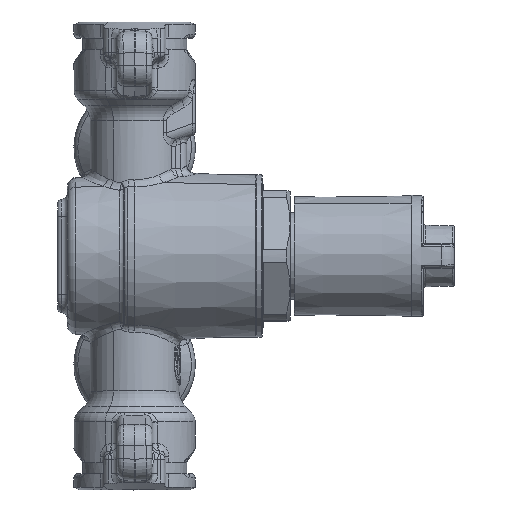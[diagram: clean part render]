
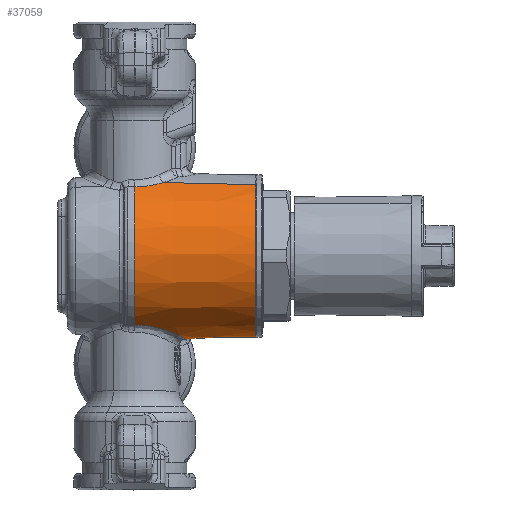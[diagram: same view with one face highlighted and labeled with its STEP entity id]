
A CAD part, top view. The second image highlights one B-rep face of the part: STEP entity #37059.
In plain terms, the highlighted conical face has half-angle 1.5 degrees and reference radius 18.711 mm.
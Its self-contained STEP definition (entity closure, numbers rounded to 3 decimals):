
#25666=CARTESIAN_POINT('Vertex',(22.284,-1.496,56.609)) ;
#30009=CARTESIAN_POINT('Control Point',(28.936,-0.556,54.757)) ;
#30010=CARTESIAN_POINT('Control Point',(28.724,-0.619,54.884)) ;
#30011=CARTESIAN_POINT('Control Point',(28.508,-0.682,55.007)) ;
#30012=CARTESIAN_POINT('Control Point',(28.288,-0.742,55.124)) ;
#30013=CARTESIAN_POINT('Control Point',(27.067,-1.063,55.74)) ;
#30014=CARTESIAN_POINT('Control Point',(25.747,-1.322,56.2)) ;
#30015=CARTESIAN_POINT('Control Point',(24.613,-1.468,56.462)) ;
#30016=CARTESIAN_POINT('Control Point',(23.448,-1.526,56.598)) ;
#30017=CARTESIAN_POINT('Control Point',(22.284,-1.496,56.609)) ;
#30018=CARTESIAN_POINT('Vertex',(28.936,-0.556,54.757)) ;
#30041=CARTESIAN_POINT('Axis2P3D Location',(22.284,-17.5,45.5)) ;
#30045=CARTESIAN_POINT('Vertex',(22.284,-33.504,56.609)) ;
#32465=CARTESIAN_POINT('Control Point',(33.278,-35.974,40.293)) ;
#32466=CARTESIAN_POINT('Control Point',(33.24,-35.97,40.277)) ;
#32467=CARTESIAN_POINT('Control Point',(33.2,-35.968,40.264)) ;
#32468=CARTESIAN_POINT('Control Point',(33.159,-35.967,40.257)) ;
#32469=CARTESIAN_POINT('Control Point',(33.066,-35.97,40.257)) ;
#32470=CARTESIAN_POINT('Control Point',(32.98,-35.983,40.295)) ;
#32471=CARTESIAN_POINT('Control Point',(32.938,-35.993,40.329)) ;
#32472=CARTESIAN_POINT('Control Point',(32.868,-36.02,40.419)) ;
#32473=CARTESIAN_POINT('Control Point',(32.833,-36.054,40.541)) ;
#32474=CARTESIAN_POINT('Control Point',(32.824,-36.072,40.606)) ;
#32475=CARTESIAN_POINT('Control Point',(32.824,-36.098,40.707)) ;
#32476=CARTESIAN_POINT('Control Point',(32.839,-36.123,40.807)) ;
#32477=CARTESIAN_POINT('Control Point',(32.845,-36.131,40.84)) ;
#32478=CARTESIAN_POINT('Control Point',(32.861,-36.148,40.907)) ;
#32479=CARTESIAN_POINT('Control Point',(32.883,-36.163,40.973)) ;
#32480=CARTESIAN_POINT('Control Point',(32.896,-36.171,41.006)) ;
#32481=CARTESIAN_POINT('Control Point',(32.911,-36.178,41.039)) ;
#32482=CARTESIAN_POINT('Control Point',(32.926,-36.185,41.07)) ;
#32483=CARTESIAN_POINT('Vertex',(33.278,-35.974,40.293)) ;
#32485=CARTESIAN_POINT('Vertex',(32.926,-36.185,41.07)) ;
#34977=CARTESIAN_POINT('Vertex',(50.227,-1.045,54.489)) ;
#34979=CARTESIAN_POINT('Vertex',(50.227,-33.955,36.511)) ;
#34982=CARTESIAN_POINT('Axis2P3D Location',(50.227,-17.5,45.5)) ;
#36991=CARTESIAN_POINT('Axis2P3D Location',(51.727,-17.5,45.5)) ;
#36996=CARTESIAN_POINT('Line Origine',(36.977,-0.741,54.656)) ;
#37002=CARTESIAN_POINT('Control Point',(32.926,-36.185,41.07)) ;
#37003=CARTESIAN_POINT('Control Point',(33.308,-36.36,41.853)) ;
#37004=CARTESIAN_POINT('Control Point',(33.625,-36.507,42.69)) ;
#37005=CARTESIAN_POINT('Control Point',(33.859,-36.614,43.571)) ;
#37006=CARTESIAN_POINT('Control Point',(34.098,-36.712,45.18)) ;
#37007=CARTESIAN_POINT('Control Point',(34.024,-36.65,46.793)) ;
#37008=CARTESIAN_POINT('Control Point',(33.931,-36.592,47.485)) ;
#37009=CARTESIAN_POINT('Control Point',(33.596,-36.4,49.001)) ;
#37010=CARTESIAN_POINT('Control Point',(33.001,-36.093,50.389)) ;
#37011=CARTESIAN_POINT('Control Point',(32.6,-35.895,51.112)) ;
#37012=CARTESIAN_POINT('Control Point',(31.698,-35.476,52.42)) ;
#37013=CARTESIAN_POINT('Control Point',(30.564,-35.018,53.546)) ;
#37014=CARTESIAN_POINT('Control Point',(29.969,-34.796,54.044)) ;
#37015=CARTESIAN_POINT('Control Point',(28.821,-34.409,54.848)) ;
#37016=CARTESIAN_POINT('Control Point',(27.543,-34.071,55.487)) ;
#37017=CARTESIAN_POINT('Control Point',(26.955,-33.935,55.735)) ;
#37018=CARTESIAN_POINT('Control Point',(25.697,-33.693,56.174)) ;
#37019=CARTESIAN_POINT('Control Point',(24.375,-33.546,56.452)) ;
#37020=CARTESIAN_POINT('Control Point',(23.679,-33.5,56.55)) ;
#37021=CARTESIAN_POINT('Control Point',(22.981,-33.486,56.602)) ;
#37022=CARTESIAN_POINT('Control Point',(22.284,-33.504,56.609)) ;
#37025=CARTESIAN_POINT('Control Point',(35.699,-35.312,38.522)) ;
#37026=CARTESIAN_POINT('Control Point',(35.278,-35.488,38.941)) ;
#37027=CARTESIAN_POINT('Control Point',(34.843,-35.657,39.379)) ;
#37028=CARTESIAN_POINT('Control Point',(34.335,-35.783,39.738)) ;
#37029=CARTESIAN_POINT('Control Point',(33.801,-35.885,40.029)) ;
#37030=CARTESIAN_POINT('Control Point',(33.278,-35.974,40.293)) ;
#37031=CARTESIAN_POINT('Vertex',(35.699,-35.312,38.522)) ;
#37035=CARTESIAN_POINT('Control Point',(36.664,-34.266,36.34)) ;
#37036=CARTESIAN_POINT('Control Point',(36.659,-34.583,36.92)) ;
#37037=CARTESIAN_POINT('Control Point',(36.499,-34.878,37.516)) ;
#37038=CARTESIAN_POINT('Control Point',(36.159,-35.121,38.066)) ;
#37039=CARTESIAN_POINT('Control Point',(35.699,-35.312,38.522)) ;
#37040=CARTESIAN_POINT('Vertex',(36.664,-34.266,36.34)) ;
#37043=CARTESIAN_POINT('Line Origine',(36.977,-34.259,36.344)) ;
#36998=VECTOR('Line Direction',#36997,1.) ;
#37045=VECTOR('Line Direction',#37044,1.) ;
#30042=DIRECTION('Axis2P3D Direction',(-1.,0.,0.)) ;
#34983=DIRECTION('Axis2P3D Direction',(-1.,0.,0.)) ;
#36992=DIRECTION('Axis2P3D Direction',(-1.,0.,0.)) ;
#36993=DIRECTION('Axis2P3D XDirection',(0.,-0.878,-0.479)) ;
#36997=DIRECTION('Vector Direction',(-1.,0.023,0.013)) ;
#37044=DIRECTION('Vector Direction',(-1.,-0.023,-0.013)) ;
#30043=AXIS2_PLACEMENT_3D('Circle Axis2P3D',#30041,#30042,$) ;
#34984=AXIS2_PLACEMENT_3D('Circle Axis2P3D',#34982,#34983,$) ;
#36994=AXIS2_PLACEMENT_3D('Cone Axis2P3D',#36991,#36992,#36993) ;
#36999=LINE('Line',#36996,#36998) ;
#37046=LINE('Line',#37043,#37045) ;
#30044=CIRCLE('generated circle',#30043,19.482) ;
#34985=CIRCLE('generated circle',#34984,18.75) ;
#36995=CONICAL_SURFACE('Cone',#36994,18.711,0.026) ;
#30020=EDGE_CURVE('',#25667,#30019,#30008,.F.) ;
#30047=EDGE_CURVE('',#25667,#30046,#30044,.F.) ;
#32487=EDGE_CURVE('',#32484,#32486,#32464,.T.) ;
#34986=EDGE_CURVE('',#34980,#34978,#34985,.T.) ;
#37000=EDGE_CURVE('',#30019,#34978,#36999,.F.) ;
#37023=EDGE_CURVE('',#32486,#30046,#37001,.T.) ;
#37033=EDGE_CURVE('',#37032,#32484,#37024,.T.) ;
#37042=EDGE_CURVE('',#37041,#37032,#37034,.T.) ;
#37047=EDGE_CURVE('',#37041,#34980,#37046,.F.) ;
#37049=ORIENTED_EDGE('',*,*,#37000,.F.) ;
#37050=ORIENTED_EDGE('',*,*,#30020,.F.) ;
#37051=ORIENTED_EDGE('',*,*,#30047,.T.) ;
#37052=ORIENTED_EDGE('',*,*,#37023,.F.) ;
#37053=ORIENTED_EDGE('',*,*,#32487,.F.) ;
#37054=ORIENTED_EDGE('',*,*,#37033,.F.) ;
#37055=ORIENTED_EDGE('',*,*,#37042,.F.) ;
#37056=ORIENTED_EDGE('',*,*,#37047,.T.) ;
#37057=ORIENTED_EDGE('',*,*,#34986,.T.) ;
#37048=EDGE_LOOP('',(#37049,#37050,#37051,#37052,#37053,#37054,#37055,#37056,#37057)) ;
#25667=VERTEX_POINT('',#25666) ;
#30019=VERTEX_POINT('',#30018) ;
#30046=VERTEX_POINT('',#30045) ;
#32484=VERTEX_POINT('',#32483) ;
#32486=VERTEX_POINT('',#32485) ;
#34978=VERTEX_POINT('',#34977) ;
#34980=VERTEX_POINT('',#34979) ;
#37032=VERTEX_POINT('',#37031) ;
#37041=VERTEX_POINT('',#37040) ;
#37059=ADVANCED_FACE('PartBody',(#37058),#36995,.T.) ;
#30008=B_SPLINE_CURVE_WITH_KNOTS('',5,(#30009,#30010,#30011,#30012,#30013,#30014,#30015,#30016,#30017),.UNSPECIFIED.,.F.,.U.,(6,3,6),(30.659,32.357,39.947),.UNSPECIFIED.) ;
#32464=B_SPLINE_CURVE_WITH_KNOTS('',5,(#32465,#32466,#32467,#32468,#32469,#32470,#32471,#32472,#32473,#32474,#32475,#32476,#32477,#32478,#32479,#32480,#32481,#32482),.UNSPECIFIED.,.F.,.U.,(6,3,3,3,3,6),(4.746,5.648,6.764,7.881,8.425,9.026),.UNSPECIFIED.) ;
#37001=B_SPLINE_CURVE_WITH_KNOTS('',5,(#37002,#37003,#37004,#37005,#37006,#37007,#37008,#37009,#37010,#37011,#37012,#37013,#37014,#37015,#37016,#37017,#37018,#37019,#37020,#37021,#37022),.UNSPECIFIED.,.F.,.U.,(6,3,3,3,3,3,6),(11.808,19.049,24.652,31.671,38.183,43.33,48.849),.UNSPECIFIED.) ;
#37024=B_SPLINE_CURVE_WITH_KNOTS('',5,(#37025,#37026,#37027,#37028,#37029,#37030),.UNSPECIFIED.,.F.,.U.,(6,6),(3.658,9.071),.UNSPECIFIED.) ;
#37034=B_SPLINE_CURVE_WITH_KNOTS('',4,(#37035,#37036,#37037,#37038,#37039),.UNSPECIFIED.,.F.,.U.,(5,5),(0.,3.199),.UNSPECIFIED.) ;
#37058=FACE_OUTER_BOUND('',#37048,.T.) ;
